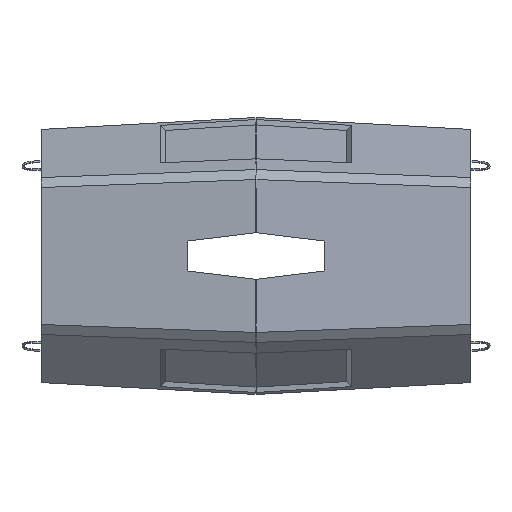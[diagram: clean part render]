
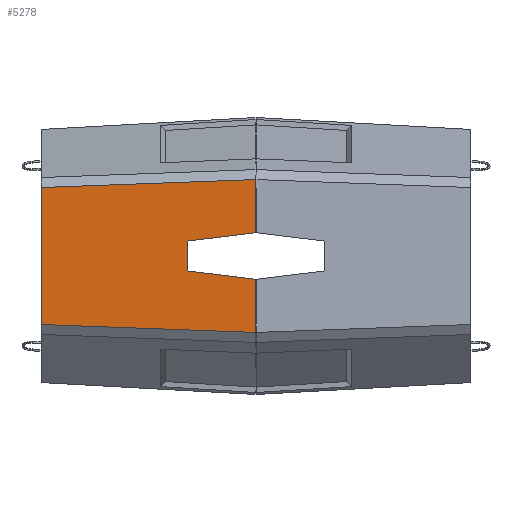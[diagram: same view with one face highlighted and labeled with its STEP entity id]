
A CAD part, left-side view. The second image highlights one B-rep face of the part: STEP entity #5278.
In plain terms, the highlighted planar face has unit normal (-0.999, 0.056, 0).
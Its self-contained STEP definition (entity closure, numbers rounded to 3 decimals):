
#138 = ORIENTED_EDGE ( 'NONE', *, *, #2997, .T. ) ;
#242 = CARTESIAN_POINT ( 'NONE',  ( -925., 900., -316.95 ) ) ;
#456 = EDGE_CURVE ( 'NONE', #3765, #6761, #9100, .T. ) ;
#734 = EDGE_CURVE ( 'NONE', #6761, #5688, #5180, .T. ) ;
#1246 = LINE ( 'NONE', #4368, #11621 ) ;
#1387 = VERTEX_POINT ( 'NONE', #4507 ) ;
#1454 = DIRECTION ( 'NONE',  ( 0., 0., 1. ) ) ;
#1920 = VECTOR ( 'NONE', #11408, 1000. ) ;
#2496 = ORIENTED_EDGE ( 'NONE', *, *, #9684, .T. ) ;
#2623 = VECTOR ( 'NONE', #6749, 1000. ) ;
#2675 = VERTEX_POINT ( 'NONE', #3309 ) ;
#2778 = ORIENTED_EDGE ( 'NONE', *, *, #6793, .T. ) ;
#2997 = EDGE_CURVE ( 'NONE', #2675, #6444, #7408, .T. ) ;
#3223 = CARTESIAN_POINT ( 'NONE',  ( -925., 900., 286.93 ) ) ;
#3267 = CARTESIAN_POINT ( 'NONE',  ( -975., 0., 97.5 ) ) ;
#3309 = CARTESIAN_POINT ( 'NONE',  ( -975., 0., -319.98 ) ) ;
#3427 = EDGE_LOOP ( 'NONE', ( #12394, #8691, #4489, #4936, #138, #2496, #2778, #5436 ) ) ;
#3520 = VERTEX_POINT ( 'NONE', #6067 ) ;
#3765 = VERTEX_POINT ( 'NONE', #3267 ) ;
#4368 = CARTESIAN_POINT ( 'NONE',  ( -971.391, 64.96, 89.522 ) ) ;
#4483 = LINE ( 'NONE', #4688, #1920 ) ;
#4489 = ORIENTED_EDGE ( 'NONE', *, *, #8093, .F. ) ;
#4507 = CARTESIAN_POINT ( 'NONE',  ( -959.167, 285., 62.5 ) ) ;
#4688 = CARTESIAN_POINT ( 'NONE',  ( -971.391, 64.96, -89.522 ) ) ;
#4936 = ORIENTED_EDGE ( 'NONE', *, *, #5668, .T. ) ;
#5180 = LINE ( 'NONE', #5903, #2623 ) ;
#5278 = ADVANCED_FACE ( 'NONE', ( #8659 ), #8392, .F. ) ;
#5408 = DIRECTION ( 'NONE',  ( 0.998, -0.055, 0. ) ) ;
#5436 = ORIENTED_EDGE ( 'NONE', *, *, #6755, .T. ) ;
#5668 = EDGE_CURVE ( 'NONE', #8782, #2675, #9113, .T. ) ;
#5688 = VERTEX_POINT ( 'NONE', #3223 ) ;
#5903 = CARTESIAN_POINT ( 'NONE',  ( -971.354, 65.626, 317.57 ) ) ;
#6067 = CARTESIAN_POINT ( 'NONE',  ( -959.167, 285., -62.5 ) ) ;
#6306 = DIRECTION ( 'NONE',  ( -0.055, -0.991, 0.122 ) ) ;
#6444 = VERTEX_POINT ( 'NONE', #10803 ) ;
#6457 = DIRECTION ( 'NONE',  ( 0.055, 0.998, 0. ) ) ;
#6749 = DIRECTION ( 'NONE',  ( 0.055, 0.998, -0.037 ) ) ;
#6755 = EDGE_CURVE ( 'NONE', #1387, #3765, #1246, .T. ) ;
#6761 = VERTEX_POINT ( 'NONE', #11384 ) ;
#6793 = EDGE_CURVE ( 'NONE', #3520, #1387, #9072, .T. ) ;
#6944 = VECTOR ( 'NONE', #7166, 1000. ) ;
#7166 = DIRECTION ( 'NONE',  ( 0., 0., 1. ) ) ;
#7347 = CARTESIAN_POINT ( 'NONE',  ( -972., 54., 0. ) ) ;
#7408 = LINE ( 'NONE', #7811, #11734 ) ;
#7811 = CARTESIAN_POINT ( 'NONE',  ( -975., 0., 350. ) ) ;
#7999 = LINE ( 'NONE', #242, #6944 ) ;
#8086 = CARTESIAN_POINT ( 'NONE',  ( -971.354, 65.626, -317.57 ) ) ;
#8093 = EDGE_CURVE ( 'NONE', #8782, #5688, #7999, .T. ) ;
#8123 = CARTESIAN_POINT ( 'NONE',  ( -925., 900., -286.93 ) ) ;
#8392 = PLANE ( 'NONE',  #12446 ) ;
#8659 = FACE_OUTER_BOUND ( 'NONE', #3427, .T. ) ;
#8691 = ORIENTED_EDGE ( 'NONE', *, *, #734, .T. ) ;
#8735 = DIRECTION ( 'NONE',  ( 0., 0., 1. ) ) ;
#8782 = VERTEX_POINT ( 'NONE', #8123 ) ;
#9072 = LINE ( 'NONE', #9492, #9665 ) ;
#9100 = LINE ( 'NONE', #9976, #9692 ) ;
#9113 = LINE ( 'NONE', #8086, #9551 ) ;
#9492 = CARTESIAN_POINT ( 'NONE',  ( -959.167, 285., 0. ) ) ;
#9551 = VECTOR ( 'NONE', #9876, 1000. ) ;
#9665 = VECTOR ( 'NONE', #10383, 1000. ) ;
#9684 = EDGE_CURVE ( 'NONE', #6444, #3520, #4483, .T. ) ;
#9692 = VECTOR ( 'NONE', #1454, 1000. ) ;
#9876 = DIRECTION ( 'NONE',  ( -0.055, -0.998, -0.037 ) ) ;
#9976 = CARTESIAN_POINT ( 'NONE',  ( -975., 0., 350. ) ) ;
#10383 = DIRECTION ( 'NONE',  ( 0., 0., 1. ) ) ;
#10803 = CARTESIAN_POINT ( 'NONE',  ( -975., 0., -97.5 ) ) ;
#11384 = CARTESIAN_POINT ( 'NONE',  ( -975., 0., 319.98 ) ) ;
#11408 = DIRECTION ( 'NONE',  ( 0.055, 0.991, 0.122 ) ) ;
#11621 = VECTOR ( 'NONE', #6306, 1000. ) ;
#11734 = VECTOR ( 'NONE', #8735, 1000. ) ;
#12394 = ORIENTED_EDGE ( 'NONE', *, *, #456, .T. ) ;
#12446 = AXIS2_PLACEMENT_3D ( 'NONE', #7347, #5408, #6457 ) ;
